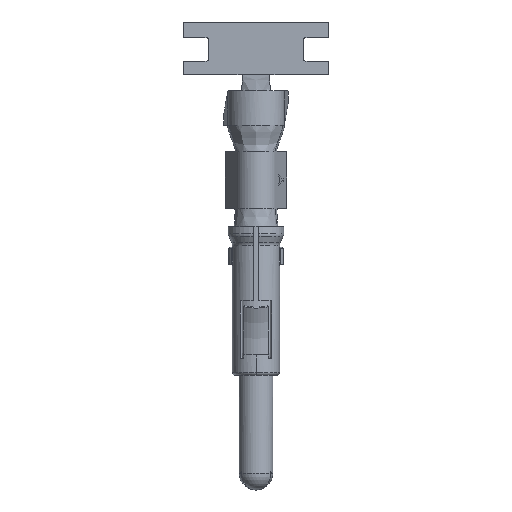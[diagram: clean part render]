
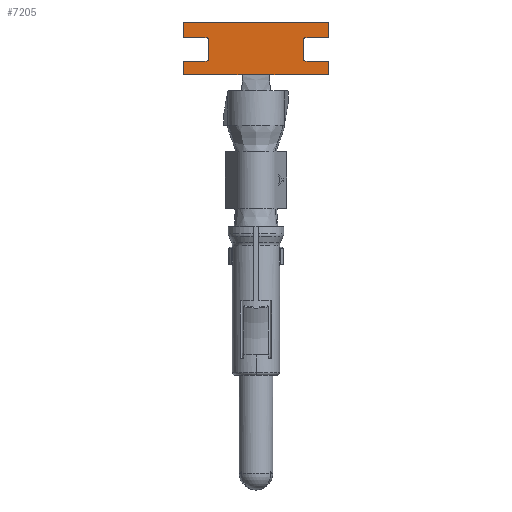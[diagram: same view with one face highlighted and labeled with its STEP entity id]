
A CAD part, front view. The second image highlights one B-rep face of the part: STEP entity #7205.
In plain terms, the highlighted planar face has unit normal (0, -1, 0).
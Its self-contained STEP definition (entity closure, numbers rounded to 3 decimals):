
#2=DIRECTION('',(0.,0.,1.));
#3=VECTOR('',#2,1.35);
#4=CARTESIAN_POINT('',(-3.5,-1.8,12.445));
#5=LINE('',#4,#3);
#6=DIRECTION('',(1.,0.,0.));
#7=VECTOR('',#6,1.7);
#8=CARTESIAN_POINT('',(-5.4,-1.8,13.995));
#9=LINE('',#8,#7);
#10=DIRECTION('',(0.,0.,1.));
#11=VECTOR('',#10,1.155);
#12=CARTESIAN_POINT('',(-5.4,-1.8,13.995));
#13=LINE('',#12,#11);
#14=DIRECTION('',(-1.,0.,0.));
#15=VECTOR('',#14,1.7);
#16=CARTESIAN_POINT('',(5.4,-1.8,13.995));
#17=LINE('',#16,#15);
#18=DIRECTION('',(0.,0.,-1.));
#19=VECTOR('',#18,1.35);
#20=CARTESIAN_POINT('',(3.5,-1.8,13.795));
#21=LINE('',#20,#19);
#22=DIRECTION('',(-1.,0.,0.));
#23=VECTOR('',#22,1.7);
#24=CARTESIAN_POINT('',(5.4,-1.8,12.245));
#25=LINE('',#24,#23);
#26=DIRECTION('',(1.,0.,0.));
#27=VECTOR('',#26,0.106);
#28=CARTESIAN_POINT('',(1.,-1.8,11.25));
#29=LINE('',#28,#27);
#30=DIRECTION('',(1.,0.,0.));
#31=VECTOR('',#30,2.);
#32=CARTESIAN_POINT('',(-1.,-1.8,11.25));
#33=LINE('',#32,#31);
#34=DIRECTION('',(1.,0.,0.));
#35=VECTOR('',#34,0.106);
#36=CARTESIAN_POINT('',(-1.106,-1.8,11.25));
#37=LINE('',#36,#35);
#38=DIRECTION('',(0.,0.,1.));
#39=VECTOR('',#38,0.995);
#40=CARTESIAN_POINT('',(-5.4,-1.8,11.25));
#41=LINE('',#40,#39);
#42=DIRECTION('',(1.,0.,0.));
#43=VECTOR('',#42,1.7);
#44=CARTESIAN_POINT('',(-5.4,-1.8,12.245));
#45=LINE('',#44,#43);
#54=CARTESIAN_POINT('',(-3.7,-1.8,12.445));
#55=DIRECTION('',(0.,1.,0.));
#56=DIRECTION('',(1.,0.,0.));
#57=AXIS2_PLACEMENT_3D('',#54,#55,#56);
#76=CARTESIAN_POINT('',(-1.106,-1.8,11.25));
#87=DIRECTION('',(1.,0.,0.));
#88=VECTOR('',#87,4.294);
#89=CARTESIAN_POINT('',(-5.4,-1.8,11.25));
#90=LINE('',#89,#88);
#5791=CARTESIAN_POINT('',(-3.7,-1.8,13.795));
#5792=DIRECTION('',(0.,1.,0.));
#5793=DIRECTION('',(0.,0.,1.));
#5794=AXIS2_PLACEMENT_3D('',#5791,#5792,#5793);
#5805=DIRECTION('',(1.,0.,0.));
#5806=VECTOR('',#5805,10.8);
#5807=CARTESIAN_POINT('',(-5.4,-1.8,15.15));
#5808=LINE('',#5807,#5806);
#5817=DIRECTION('',(0.,0.,1.));
#5818=VECTOR('',#5817,1.155);
#5819=CARTESIAN_POINT('',(5.4,-1.8,13.995));
#5820=LINE('',#5819,#5818);
#5837=CARTESIAN_POINT('',(3.7,-1.8,13.795));
#5838=DIRECTION('',(0.,1.,0.));
#5839=DIRECTION('',(-1.,0.,0.));
#5840=AXIS2_PLACEMENT_3D('',#5837,#5838,#5839);
#5855=CARTESIAN_POINT('',(3.7,-1.8,12.445));
#5856=DIRECTION('',(0.,1.,0.));
#5857=DIRECTION('',(0.,0.,-1.));
#5858=AXIS2_PLACEMENT_3D('',#5855,#5856,#5857);
#5869=DIRECTION('',(0.,0.,1.));
#5870=VECTOR('',#5869,0.995);
#5871=CARTESIAN_POINT('',(5.4,-1.8,11.25));
#5872=LINE('',#5871,#5870);
#5881=CARTESIAN_POINT('',(1.106,-1.8,11.25));
#5888=DIRECTION('',(1.,0.,0.));
#5889=VECTOR('',#5888,4.294);
#5890=CARTESIAN_POINT('',(1.106,-1.8,11.25));
#5891=LINE('',#5890,#5889);
#5946=CARTESIAN_POINT('',(-5.4,-1.8,15.15));
#5947=CARTESIAN_POINT('',(5.4,-1.8,15.15));
#5948=VERTEX_POINT('',#5946);
#5949=VERTEX_POINT('',#5947);
#5950=CARTESIAN_POINT('',(-5.4,-1.8,11.25));
#5951=CARTESIAN_POINT('',(-5.4,-1.8,12.245));
#5952=VERTEX_POINT('',#5950);
#5953=VERTEX_POINT('',#5951);
#5954=CARTESIAN_POINT('',(-5.4,-1.8,13.995));
#5955=VERTEX_POINT('',#5954);
#5956=CARTESIAN_POINT('',(5.4,-1.8,11.25));
#5957=CARTESIAN_POINT('',(5.4,-1.8,12.245));
#5958=VERTEX_POINT('',#5956);
#5959=VERTEX_POINT('',#5957);
#5960=CARTESIAN_POINT('',(5.4,-1.8,13.995));
#5961=VERTEX_POINT('',#5960);
#6362=VERTEX_POINT('',#76);
#6366=CARTESIAN_POINT('',(-1.,-1.8,11.25));
#6367=VERTEX_POINT('',#6366);
#6375=VERTEX_POINT('',#5881);
#6379=CARTESIAN_POINT('',(1.,-1.8,11.25));
#6380=VERTEX_POINT('',#6379);
#6828=CARTESIAN_POINT('',(-3.5,-1.8,12.445));
#6830=VERTEX_POINT('',#6828);
#6832=CARTESIAN_POINT('',(-3.7,-1.8,12.245));
#6834=VERTEX_POINT('',#6832);
#6836=CARTESIAN_POINT('',(-3.7,-1.8,13.995));
#6838=VERTEX_POINT('',#6836);
#6840=CARTESIAN_POINT('',(-3.5,-1.8,13.795));
#6842=VERTEX_POINT('',#6840);
#6844=CARTESIAN_POINT('',(3.7,-1.8,12.245));
#6846=VERTEX_POINT('',#6844);
#6848=CARTESIAN_POINT('',(3.5,-1.8,12.445));
#6850=VERTEX_POINT('',#6848);
#6852=CARTESIAN_POINT('',(3.5,-1.8,13.795));
#6854=VERTEX_POINT('',#6852);
#6856=CARTESIAN_POINT('',(3.7,-1.8,13.995));
#6858=VERTEX_POINT('',#6856);
#7158=CARTESIAN_POINT('',(-5.4,-1.8,11.25));
#7159=DIRECTION('',(0.,-1.,0.));
#7160=DIRECTION('',(1.,0.,0.));
#7161=AXIS2_PLACEMENT_3D('',#7158,#7159,#7160);
#7162=PLANE('',#7161);
#7164=ORIENTED_EDGE('',*,*,#7163,.T.);
#7166=ORIENTED_EDGE('',*,*,#7165,.F.);
#7168=ORIENTED_EDGE('',*,*,#7167,.F.);
#7170=ORIENTED_EDGE('',*,*,#7169,.T.);
#7172=ORIENTED_EDGE('',*,*,#7171,.T.);
#7174=ORIENTED_EDGE('',*,*,#7173,.F.);
#7176=ORIENTED_EDGE('',*,*,#7175,.T.);
#7178=ORIENTED_EDGE('',*,*,#7177,.F.);
#7180=ORIENTED_EDGE('',*,*,#7179,.T.);
#7182=ORIENTED_EDGE('',*,*,#7181,.F.);
#7184=ORIENTED_EDGE('',*,*,#7183,.F.);
#7186=ORIENTED_EDGE('',*,*,#7185,.F.);
#7188=ORIENTED_EDGE('',*,*,#7187,.F.);
#7190=ORIENTED_EDGE('',*,*,#7189,.F.);
#7192=ORIENTED_EDGE('',*,*,#7191,.F.);
#7194=ORIENTED_EDGE('',*,*,#7193,.F.);
#7196=ORIENTED_EDGE('',*,*,#7195,.F.);
#7198=ORIENTED_EDGE('',*,*,#7197,.T.);
#7200=ORIENTED_EDGE('',*,*,#7199,.T.);
#7202=ORIENTED_EDGE('',*,*,#7201,.F.);
#7203=EDGE_LOOP('',(#7164,#7166,#7168,#7170,#7172,#7174,#7176,#7178,#7180,#7182,
#7184,#7186,#7188,#7190,#7192,#7194,#7196,#7198,#7200,#7202));
#7204=FACE_OUTER_BOUND('',#7203,.F.);
#7205=ADVANCED_FACE('',(#7204),#7162,.T.);
#58=CIRCLE('',#57,0.2);
#5795=CIRCLE('',#5794,0.2);
#5841=CIRCLE('',#5840,0.2);
#5859=CIRCLE('',#5858,0.2);
#7163=EDGE_CURVE('',#6830,#6842,#5,.T.);
#7165=EDGE_CURVE('',#6838,#6842,#5795,.T.);
#7167=EDGE_CURVE('',#5955,#6838,#9,.T.);
#7169=EDGE_CURVE('',#5955,#5948,#13,.T.);
#7171=EDGE_CURVE('',#5948,#5949,#5808,.T.);
#7173=EDGE_CURVE('',#5961,#5949,#5820,.T.);
#7175=EDGE_CURVE('',#5961,#6858,#17,.T.);
#7177=EDGE_CURVE('',#6854,#6858,#5841,.T.);
#7179=EDGE_CURVE('',#6854,#6850,#21,.T.);
#7181=EDGE_CURVE('',#6846,#6850,#5859,.T.);
#7183=EDGE_CURVE('',#5959,#6846,#25,.T.);
#7185=EDGE_CURVE('',#5958,#5959,#5872,.T.);
#7187=EDGE_CURVE('',#6375,#5958,#5891,.T.);
#7189=EDGE_CURVE('',#6380,#6375,#29,.T.);
#7191=EDGE_CURVE('',#6367,#6380,#33,.T.);
#7193=EDGE_CURVE('',#6362,#6367,#37,.T.);
#7195=EDGE_CURVE('',#5952,#6362,#90,.T.);
#7197=EDGE_CURVE('',#5952,#5953,#41,.T.);
#7199=EDGE_CURVE('',#5953,#6834,#45,.T.);
#7201=EDGE_CURVE('',#6830,#6834,#58,.T.);
